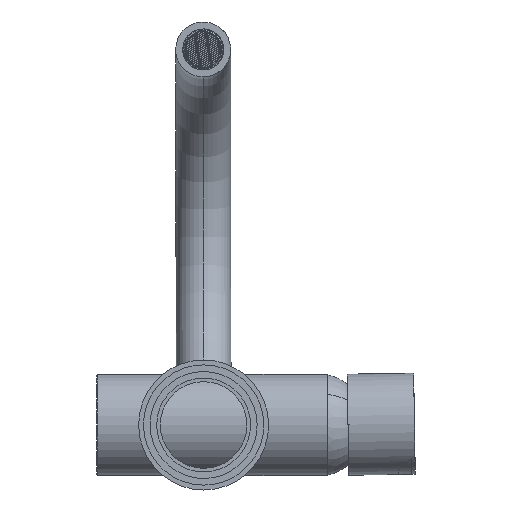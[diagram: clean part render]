
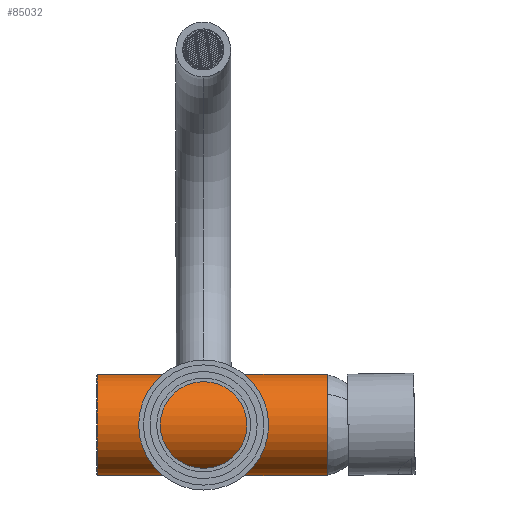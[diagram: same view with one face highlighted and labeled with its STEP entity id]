
A CAD part, front view. The second image highlights one B-rep face of the part: STEP entity #85032.
In plain terms, the highlighted cylindrical face has radius 17.5 mm (diameter 35 mm), a partial arc.
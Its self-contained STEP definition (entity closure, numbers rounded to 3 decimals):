
#691 = ORIENTED_EDGE ( 'NONE', *, *, #54219, .T. ) ;
#1586 = DIRECTION ( 'NONE',  ( -1., 0., 0. ) ) ;
#1998 = DIRECTION ( 'NONE',  ( -1., 0., 0. ) ) ;
#5698 = DIRECTION ( 'NONE',  ( 0., 0., 1. ) ) ;
#6306 = CARTESIAN_POINT ( 'NONE',  ( 43., 60.5, 0. ) ) ;
#11812 = CARTESIAN_POINT ( 'NONE',  ( -36.8, 60.5, -17.5 ) ) ;
#15225 = CYLINDRICAL_SURFACE ( 'NONE', #51239, 17.5 ) ;
#18372 = EDGE_LOOP ( 'NONE', ( #691, #48821, #35737, #90936 ) ) ;
#21276 = EDGE_CURVE ( 'NONE', #86304, #52443, #82715, .T. ) ;
#23514 = AXIS2_PLACEMENT_3D ( 'NONE', #81690, #89199, #5698 ) ;
#23793 = CARTESIAN_POINT ( 'NONE',  ( -36.8, 60.5, 17.5 ) ) ;
#24045 = CARTESIAN_POINT ( 'NONE',  ( 43., 60.5, -17.5 ) ) ;
#30092 = VECTOR ( 'NONE', #1998, 1000. ) ;
#31097 = DIRECTION ( 'NONE',  ( 0., 0., -1. ) ) ;
#34348 = CARTESIAN_POINT ( 'NONE',  ( 42.8, 60.5, 17.5 ) ) ;
#35737 = ORIENTED_EDGE ( 'NONE', *, *, #80762, .T. ) ;
#37568 = DIRECTION ( 'NONE',  ( -1., 0., 0. ) ) ;
#45794 = CIRCLE ( 'NONE', #23514, 17.5 ) ;
#48821 = ORIENTED_EDGE ( 'NONE', *, *, #95667, .T. ) ;
#51239 = AXIS2_PLACEMENT_3D ( 'NONE', #6306, #37568, #31097 ) ;
#52443 = VERTEX_POINT ( 'NONE', #11812 ) ;
#53839 = DIRECTION ( 'NONE',  ( -1., 0., 0. ) ) ;
#54219 = EDGE_CURVE ( 'NONE', #86304, #98410, #96238, .T. ) ;
#54281 = CARTESIAN_POINT ( 'NONE',  ( 42.8, 60.5, 0. ) ) ;
#54661 = LINE ( 'NONE', #72002, #30092 ) ;
#63155 = VECTOR ( 'NONE', #53839, 1000. ) ;
#67669 = AXIS2_PLACEMENT_3D ( 'NONE', #54281, #1586, #69185 ) ;
#69185 = DIRECTION ( 'NONE',  ( 0., 0., 1. ) ) ;
#72002 = CARTESIAN_POINT ( 'NONE',  ( 43., 60.5, 17.5 ) ) ;
#74886 = FACE_OUTER_BOUND ( 'NONE', #18372, .T. ) ;
#80762 = EDGE_CURVE ( 'NONE', #84408, #52443, #45794, .T. ) ;
#81690 = CARTESIAN_POINT ( 'NONE',  ( -36.8, 60.5, 0. ) ) ;
#82715 = LINE ( 'NONE', #24045, #63155 ) ;
#84408 = VERTEX_POINT ( 'NONE', #23793 ) ;
#85032 = ADVANCED_FACE ( 'NONE', ( #74886 ), #15225, .T. ) ;
#86304 = VERTEX_POINT ( 'NONE', #87594 ) ;
#87594 = CARTESIAN_POINT ( 'NONE',  ( 42.8, 60.5, -17.5 ) ) ;
#89199 = DIRECTION ( 'NONE',  ( 1., 0., 0. ) ) ;
#90936 = ORIENTED_EDGE ( 'NONE', *, *, #21276, .F. ) ;
#95667 = EDGE_CURVE ( 'NONE', #98410, #84408, #54661, .T. ) ;
#96238 = CIRCLE ( 'NONE', #67669, 17.5 ) ;
#98410 = VERTEX_POINT ( 'NONE', #34348 ) ;
